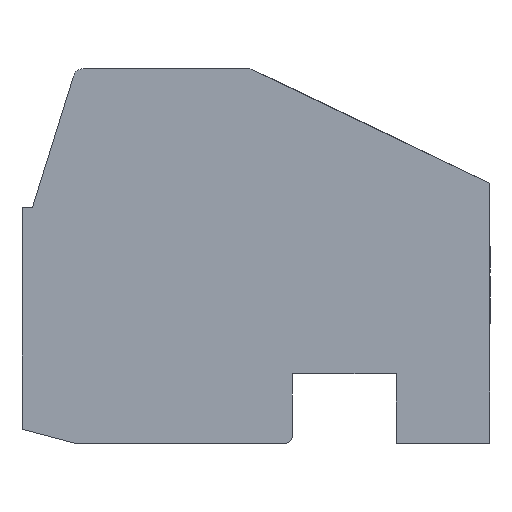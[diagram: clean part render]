
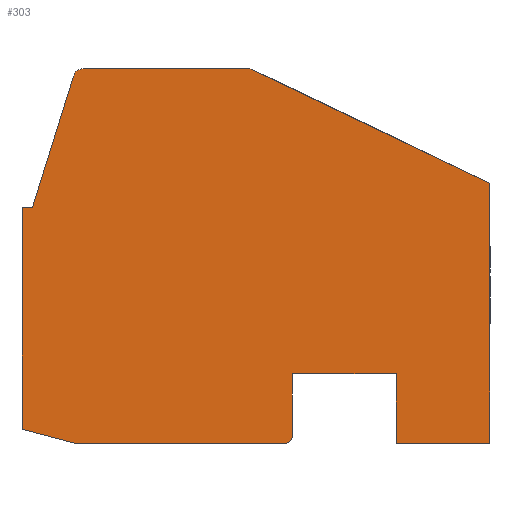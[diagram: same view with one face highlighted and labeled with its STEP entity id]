
A CAD part, left-side view. The second image highlights one B-rep face of the part: STEP entity #303.
In plain terms, the highlighted planar face has unit normal (-1, 0, 0).
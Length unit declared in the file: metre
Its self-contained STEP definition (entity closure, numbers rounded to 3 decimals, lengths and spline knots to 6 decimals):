
#303=ADVANCED_FACE('',(#779),#780,.F.);
#779=FACE_OUTER_BOUND('',#1440,.T.);
#780=PLANE('',#1441);
#1440=EDGE_LOOP('',(#2291,#2292,#2293,#2294,#2295,#2296,#2297,#2298,#2299,#2300,#2301,#2302,#2303,#2304,#2305));
#1441=AXIS2_PLACEMENT_3D('',#2306,#2307,#2308);
#2291=ORIENTED_EDGE('',*,*,#3880,.F.);
#2292=ORIENTED_EDGE('',*,*,#3881,.F.);
#2293=ORIENTED_EDGE('',*,*,#3882,.F.);
#2294=ORIENTED_EDGE('',*,*,#3756,.F.);
#2295=ORIENTED_EDGE('',*,*,#3835,.F.);
#2296=ORIENTED_EDGE('',*,*,#3883,.F.);
#2297=ORIENTED_EDGE('',*,*,#3884,.F.);
#2298=ORIENTED_EDGE('',*,*,#3885,.F.);
#2299=ORIENTED_EDGE('',*,*,#3886,.F.);
#2300=ORIENTED_EDGE('',*,*,#3887,.F.);
#2301=ORIENTED_EDGE('',*,*,#3888,.F.);
#2302=ORIENTED_EDGE('',*,*,#3889,.F.);
#2303=ORIENTED_EDGE('',*,*,#3890,.F.);
#2304=ORIENTED_EDGE('',*,*,#3891,.F.);
#2305=ORIENTED_EDGE('',*,*,#3892,.F.);
#2306=CARTESIAN_POINT('',(-0.015,0.,-0.0003));
#2307=DIRECTION('',(1.0,0.,0.));
#2308=DIRECTION('',(0.0,0.,1.0));
#3756=EDGE_CURVE('',#4464,#4451,#4466,.T.);
#3835=EDGE_CURVE('',#4597,#4464,#4599,.T.);
#3880=EDGE_CURVE('',#4662,#4663,#4664,.T.);
#3881=EDGE_CURVE('',#4665,#4662,#4666,.T.);
#3882=EDGE_CURVE('',#4451,#4665,#4667,.T.);
#3883=EDGE_CURVE('',#4668,#4597,#4669,.T.);
#3884=EDGE_CURVE('',#4670,#4668,#4671,.T.);
#3885=EDGE_CURVE('',#4672,#4670,#4673,.T.);
#3886=EDGE_CURVE('',#4674,#4672,#4675,.T.);
#3887=EDGE_CURVE('',#4676,#4674,#4677,.T.);
#3888=EDGE_CURVE('',#4678,#4676,#4679,.T.);
#3889=EDGE_CURVE('',#4680,#4678,#4681,.T.);
#3890=EDGE_CURVE('',#4682,#4680,#4683,.T.);
#3891=EDGE_CURVE('',#4684,#4682,#4685,.T.);
#3892=EDGE_CURVE('',#4663,#4684,#4686,.T.);
#4451=VERTEX_POINT('',#5489);
#4464=VERTEX_POINT('',#5508);
#4466=LINE('',#5511,#5512);
#4597=VERTEX_POINT('',#5686);
#4599=LINE('',#5689,#5690);
#4662=VERTEX_POINT('',#5790);
#4663=VERTEX_POINT('',#5791);
#4664=LINE('',#5792,#5793);
#4665=VERTEX_POINT('',#5794);
#4666=LINE('',#5795,#5796);
#4667=LINE('',#5797,#5798);
#4668=VERTEX_POINT('',#5799);
#4669=CIRCLE('',#5800,0.0003);
#4670=VERTEX_POINT('',#5801);
#4671=LINE('',#5802,#5803);
#4672=VERTEX_POINT('',#5804);
#4673=CIRCLE('',#5805,0.0003);
#4674=VERTEX_POINT('',#5806);
#4675=LINE('',#5807,#5808);
#4676=VERTEX_POINT('',#5809);
#4677=LINE('',#5810,#5811);
#4678=VERTEX_POINT('',#5812);
#4679=LINE('',#5813,#5814);
#4680=VERTEX_POINT('',#5815);
#4681=LINE('',#5816,#5817);
#4682=VERTEX_POINT('',#5818);
#4683=LINE('',#5819,#5820);
#4684=VERTEX_POINT('',#5821);
#4685=CIRCLE('',#5822,0.0002);
#4686=LINE('',#5823,#5824);
#5489=CARTESIAN_POINT('',(-0.015,-0.011729,-0.0108));
#5508=CARTESIAN_POINT('',(-0.015,-0.011729,-0.0033));
#5511=CARTESIAN_POINT('',(-0.015,-0.011729,-0.0108));
#5512=VECTOR('',#6840,1.0);
#5686=CARTESIAN_POINT('',(-0.015,-0.004891,-0.000029));
#5689=CARTESIAN_POINT('',(-0.015,-0.011729,-0.0033));
#5690=VECTOR('',#6939,1.0);
#5790=CARTESIAN_POINT('',(-0.015,-0.009029,-0.0088));
#5791=CARTESIAN_POINT('',(-0.015,-0.006029,-0.0088));
#5792=CARTESIAN_POINT('',(-0.015,-0.006029,-0.0088));
#5793=VECTOR('',#6971,1.0);
#5794=CARTESIAN_POINT('',(-0.015,-0.009029,-0.0108));
#5795=CARTESIAN_POINT('',(-0.015,-0.009029,-0.0088));
#5796=VECTOR('',#6972,1.0);
#5797=CARTESIAN_POINT('',(-0.015,-0.009029,-0.0108));
#5798=VECTOR('',#6973,1.0);
#5799=CARTESIAN_POINT('',(-0.015,-0.004761,0.0));
#5800=AXIS2_PLACEMENT_3D('',#6974,#6975,#6976);
#5801=CARTESIAN_POINT('',(-0.015,0.,0.0));
#5802=CARTESIAN_POINT('',(-0.015,-0.004761,0.0));
#5803=VECTOR('',#6977,1.0);
#5804=CARTESIAN_POINT('',(-0.015,0.000286,-0.000211));
#5805=AXIS2_PLACEMENT_3D('',#6978,#6979,#6980);
#5806=CARTESIAN_POINT('',(-0.015,0.001471,-0.004));
#5807=CARTESIAN_POINT('',(-0.015,0.000286,-0.000211));
#5808=VECTOR('',#6981,1.0);
#5809=CARTESIAN_POINT('',(-0.015,0.001771,-0.004));
#5810=CARTESIAN_POINT('',(-0.015,0.001471,-0.004));
#5811=VECTOR('',#6982,1.0);
#5812=CARTESIAN_POINT('',(-0.015,0.001771,-0.010398));
#5813=CARTESIAN_POINT('',(-0.015,0.001771,-0.004));
#5814=VECTOR('',#6983,1.0);
#5815=CARTESIAN_POINT('',(-0.015,0.000271,-0.0108));
#5816=CARTESIAN_POINT('',(-0.015,0.001771,-0.010398));
#5817=VECTOR('',#6984,1.0);
#5818=CARTESIAN_POINT('',(-0.015,-0.005829,-0.0108));
#5819=CARTESIAN_POINT('',(-0.015,0.000271,-0.0108));
#5820=VECTOR('',#6985,1.0);
#5821=CARTESIAN_POINT('',(-0.015,-0.006029,-0.0106));
#5822=AXIS2_PLACEMENT_3D('',#6986,#6987,#6988);
#5823=CARTESIAN_POINT('',(-0.015,-0.006029,-0.0106));
#5824=VECTOR('',#6989,1.0);
#6840=DIRECTION('',(0.0,0.,-1.0));
#6939=DIRECTION('',(0.,-0.902,-0.431));
#6971=DIRECTION('',(0.,1.0,0.));
#6972=DIRECTION('',(0.0,0.,1.0));
#6973=DIRECTION('',(0.,1.0,0.));
#6974=CARTESIAN_POINT('',(-0.015,-0.004761,-0.0003));
#6975=DIRECTION('',(1.0,0.,0.));
#6976=DIRECTION('',(0.,0.221,-0.975));
#6977=DIRECTION('',(0.,-1.0,0.));
#6978=CARTESIAN_POINT('',(-0.015,0.,-0.0003));
#6979=DIRECTION('',(1.0,0.,0.));
#6980=DIRECTION('',(0.,-0.592,-0.806));
#6981=DIRECTION('',(0.,-0.298,0.954));
#6982=DIRECTION('',(0.,-1.0,0.));
#6983=DIRECTION('',(0.,0.,1.0));
#6984=DIRECTION('',(0.,0.966,0.259));
#6985=DIRECTION('',(0.,1.0,0.));
#6986=CARTESIAN_POINT('',(-0.015,-0.005829,-0.0106));
#6987=DIRECTION('',(1.0,0.,0.));
#6988=DIRECTION('',(0.,0.707,0.707));
#6989=DIRECTION('',(0.,0.,-1.0));
